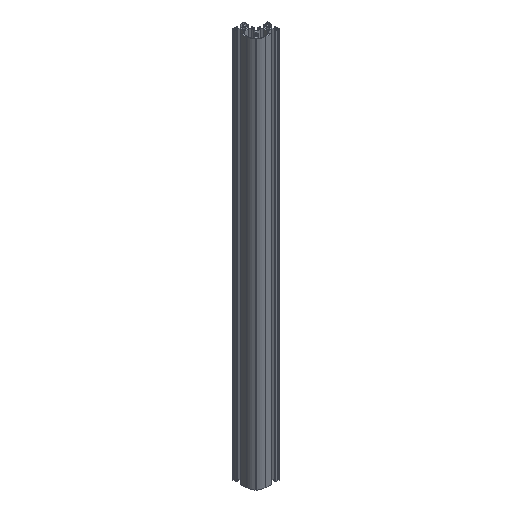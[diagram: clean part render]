
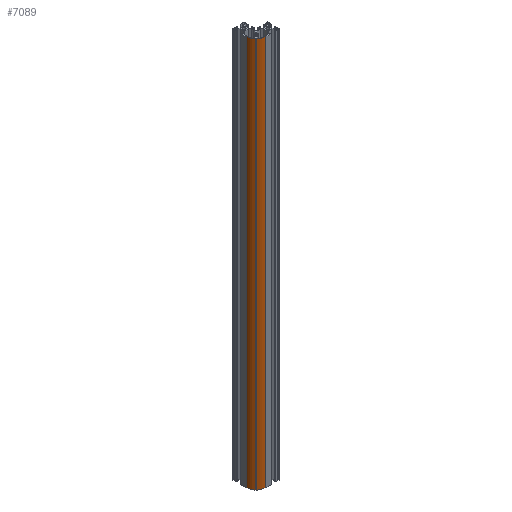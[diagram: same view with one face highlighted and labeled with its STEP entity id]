
A CAD part, isometric view. The second image highlights one B-rep face of the part: STEP entity #7089.
In plain terms, the highlighted cylindrical face has radius 25 mm (diameter 50 mm), a partial arc.
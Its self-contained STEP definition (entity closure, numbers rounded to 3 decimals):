
#98 = DIRECTION ( 'NONE',  ( -1., 0., 0. ) ) ;
#110 = CARTESIAN_POINT ( 'NONE',  ( -15., 10., 1000. ) ) ;
#131 = CARTESIAN_POINT ( 'NONE',  ( 10., -15., 0. ) ) ;
#284 = VERTEX_POINT ( 'NONE', #4530 ) ;
#460 = VECTOR ( 'NONE', #5358, 1000. ) ;
#636 = FACE_OUTER_BOUND ( 'NONE', #1593, .T. ) ;
#1246 = CYLINDRICAL_SURFACE ( 'NONE', #3363, 25. ) ;
#1385 = CIRCLE ( 'NONE', #4704, 25. ) ;
#1593 = EDGE_LOOP ( 'NONE', ( #2706, #3317, #4393, #2637 ) ) ;
#1868 = EDGE_CURVE ( 'NONE', #284, #5735, #7100, .T. ) ;
#2385 = CARTESIAN_POINT ( 'NONE',  ( 10., -15., 1000. ) ) ;
#2637 = ORIENTED_EDGE ( 'NONE', *, *, #5724, .T. ) ;
#2706 = ORIENTED_EDGE ( 'NONE', *, *, #7307, .T. ) ;
#2752 = CIRCLE ( 'NONE', #5696, 25. ) ;
#2873 = CARTESIAN_POINT ( 'NONE',  ( -15., 10., 0. ) ) ;
#3317 = ORIENTED_EDGE ( 'NONE', *, *, #1868, .F. ) ;
#3363 = AXIS2_PLACEMENT_3D ( 'NONE', #6504, #6970, #98 ) ;
#3745 = VERTEX_POINT ( 'NONE', #110 ) ;
#4018 = DIRECTION ( 'NONE',  ( 1., 0., 0. ) ) ;
#4393 = ORIENTED_EDGE ( 'NONE', *, *, #6662, .F. ) ;
#4530 = CARTESIAN_POINT ( 'NONE',  ( 10., -15., 1000. ) ) ;
#4704 = AXIS2_PLACEMENT_3D ( 'NONE', #6667, #7281, #5017 ) ;
#4747 = LINE ( 'NONE', #6401, #460 ) ;
#5004 = CARTESIAN_POINT ( 'NONE',  ( 10., 10., 0. ) ) ;
#5017 = DIRECTION ( 'NONE',  ( 1., 0., 0. ) ) ;
#5044 = DIRECTION ( 'NONE',  ( 0., 0., 1. ) ) ;
#5334 = VECTOR ( 'NONE', #7063, 1000. ) ;
#5358 = DIRECTION ( 'NONE',  ( 0., 0., -1. ) ) ;
#5538 = VERTEX_POINT ( 'NONE', #2873 ) ;
#5696 = AXIS2_PLACEMENT_3D ( 'NONE', #5004, #5044, #4018 ) ;
#5724 = EDGE_CURVE ( 'NONE', #3745, #5538, #4747, .T. ) ;
#5735 = VERTEX_POINT ( 'NONE', #131 ) ;
#6401 = CARTESIAN_POINT ( 'NONE',  ( -15., 10., 1000. ) ) ;
#6504 = CARTESIAN_POINT ( 'NONE',  ( 10., 10., 1000. ) ) ;
#6662 = EDGE_CURVE ( 'NONE', #3745, #284, #1385, .T. ) ;
#6667 = CARTESIAN_POINT ( 'NONE',  ( 10., 10., 1000. ) ) ;
#6970 = DIRECTION ( 'NONE',  ( 0., 0., -1. ) ) ;
#7063 = DIRECTION ( 'NONE',  ( 0., 0., -1. ) ) ;
#7089 = ADVANCED_FACE ( 'NONE', ( #636 ), #1246, .T. ) ;
#7100 = LINE ( 'NONE', #2385, #5334 ) ;
#7281 = DIRECTION ( 'NONE',  ( 0., 0., 1. ) ) ;
#7307 = EDGE_CURVE ( 'NONE', #5538, #5735, #2752, .T. ) ;
